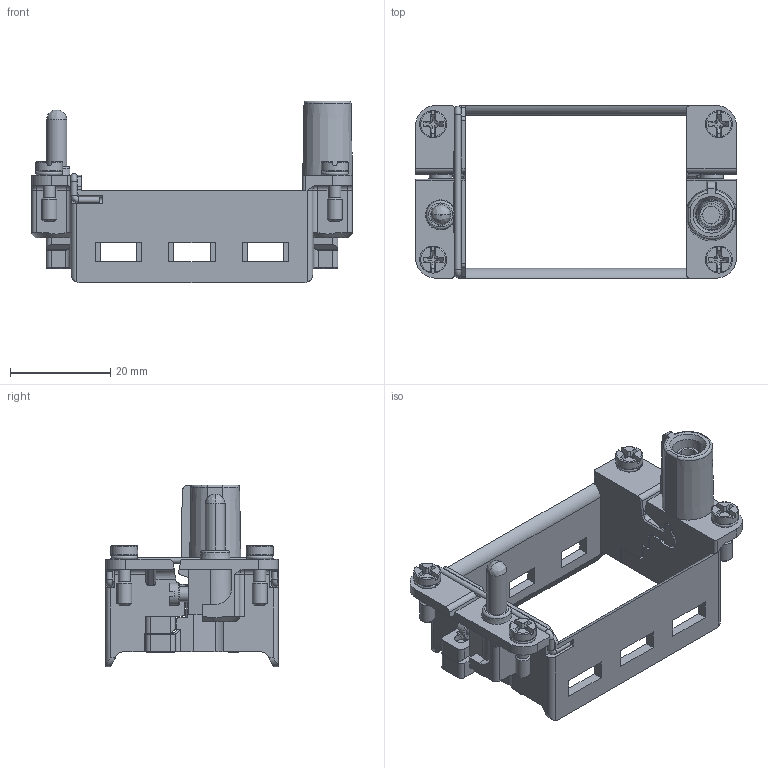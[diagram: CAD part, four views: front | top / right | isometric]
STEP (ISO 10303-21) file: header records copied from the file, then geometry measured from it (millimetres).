
FILE_DESCRIPTION(/* description */ (''),/* implementation_level */ '2;1');
FILE_NAME(/* name */ 'HF10B-NLA2.stp',/* time_stamp */ '2023-09-23T14:45:33+08:00',/* author */ (''),/* organization */ (''),/* preprocessor_version */ 'ST-DEVELOPER v16',/* originating_system */ 'SIEMENS PLM Software NX 10.0',/* authorisation */ '');
FILE_SCHEMA (('AUTOMOTIVE_DESIGN { 1 0 10303 214 3 1 1 1 }'));
Length unit declared in the file: millimetre
Products named in the file (1): Admi61847376f4fl
Bounding box: 64 x 34.4 x 36.3 mm (x, y, z)
Volume: 9093.6 mm3; surface area: 11963.7 mm2
Topology: 1 solids, 1 shells, 776 faces, 2058 edges, 1322 vertices
Faces by surface type: plane 459, cylinder 180, cone 69, torus 36, bspline 30, sphere 2
Full cylindrical faces by diameter (mm): 1.2 x5, 1.7 x2, 2.4 x4, 2.6 x2, 2.7 x4, 3 x8, 3.2 x4, 4 x2, 4.1 x1, 4.5 x1, 4.8 x1, 5.4 x4, 5.7 x2
Entity records: 25218 total; most frequent: CARTESIAN_POINT 6469, ORIENTED_EDGE 3898, DIRECTION 3768, EDGE_CURVE 1949, VERTEX_POINT 1290, AXIS2_PLACEMENT_3D 1285, LINE 1198, VECTOR 1198
